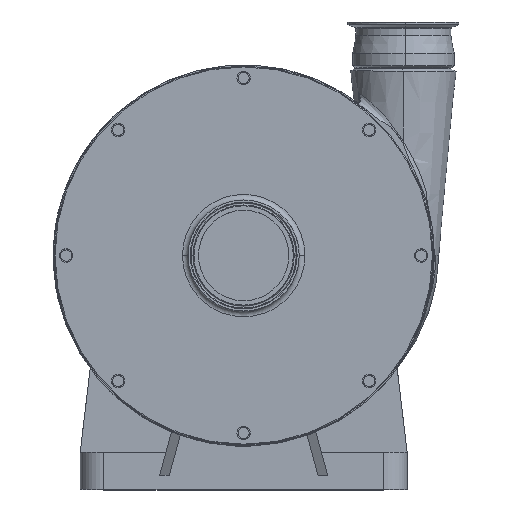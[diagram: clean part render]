
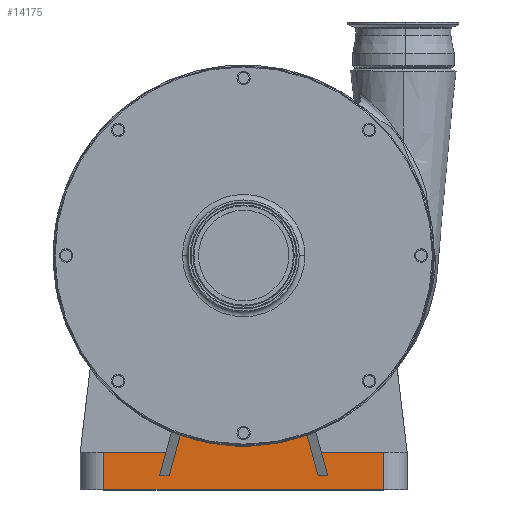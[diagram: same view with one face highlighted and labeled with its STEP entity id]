
A CAD part, top view. The second image highlights one B-rep face of the part: STEP entity #14175.
In plain terms, the highlighted planar face has unit normal (0, 0, 1).
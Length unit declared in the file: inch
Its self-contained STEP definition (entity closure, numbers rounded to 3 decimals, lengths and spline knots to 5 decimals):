
#273 = ORIENTED_EDGE ( 'NONE', *, *, #15777, .F. ) ;
#748 = CARTESIAN_POINT ( 'NONE',  ( -5.88976, 1.5748, -3.14961 ) ) ;
#755 = CARTESIAN_POINT ( 'NONE',  ( -3.54331, 0.59055, -3.14961 ) ) ;
#788 = CARTESIAN_POINT ( 'NONE',  ( 1.59841, 6.24459, -3.14961 ) ) ;
#856 = CARTESIAN_POINT ( 'NONE',  ( -3.27576, 1.5748, -3.14961 ) ) ;
#1276 = EDGE_CURVE ( 'NONE', #13901, #16045, #5641, .T. ) ;
#1358 = VECTOR ( 'NONE', #4314, 39.37008 ) ;
#1417 = VECTOR ( 'NONE', #8995, 39.37008 ) ;
#1440 = FACE_OUTER_BOUND ( 'NONE', #9668, .T. ) ;
#1475 = ORIENTED_EDGE ( 'NONE', *, *, #15331, .F. ) ;
#1618 = DIRECTION ( 'NONE',  ( 1., 0., 0. ) ) ;
#1734 = EDGE_CURVE ( 'NONE', #9314, #13901, #3370, .T. ) ;
#1941 = ORIENTED_EDGE ( 'NONE', *, *, #16462, .F. ) ;
#1974 = ORIENTED_EDGE ( 'NONE', *, *, #18158, .T. ) ;
#2598 = EDGE_CURVE ( 'NONE', #18173, #18148, #16452, .T. ) ;
#2786 = EDGE_CURVE ( 'NONE', #10485, #7661, #16855, .T. ) ;
#2841 = CARTESIAN_POINT ( 'NONE',  ( 3.54331, 0.59055, -3.14961 ) ) ;
#3224 = LINE ( 'NONE', #16739, #13692 ) ;
#3370 = LINE ( 'NONE', #3486, #16961 ) ;
#3486 = CARTESIAN_POINT ( 'NONE',  ( 3.16339, 0.48728, -3.14961 ) ) ;
#3868 = EDGE_CURVE ( 'NONE', #4839, #16253, #16538, .T. ) ;
#4205 = LINE ( 'NONE', #755, #14512 ) ;
#4228 = AXIS2_PLACEMENT_3D ( 'NONE', #12656, #7326, #10887 ) ;
#4314 = DIRECTION ( 'NONE',  ( 1., 0., 0. ) ) ;
#4510 = DIRECTION ( 'NONE',  ( 1., 0., 0. ) ) ;
#4673 = DIRECTION ( 'NONE',  ( 0., 0., -1. ) ) ;
#4825 = VECTOR ( 'NONE', #1618, 39.37008 ) ;
#4839 = VERTEX_POINT ( 'NONE', #11586 ) ;
#5641 = CIRCLE ( 'NONE', #4228, 3.93701 ) ;
#5707 = ORIENTED_EDGE ( 'NONE', *, *, #2598, .T. ) ;
#5968 = CARTESIAN_POINT ( 'NONE',  ( 5.88976, 1.5748, -3.14961 ) ) ;
#6235 = CARTESIAN_POINT ( 'NONE',  ( -1.59841, 6.24459, -3.14961 ) ) ;
#6247 = AXIS2_PLACEMENT_3D ( 'NONE', #9438, #4673, #11429 ) ;
#6271 = VECTOR ( 'NONE', #11548, 39.37008 ) ;
#6805 = LINE ( 'NONE', #15227, #19834 ) ;
#6866 = DIRECTION ( 'NONE',  ( -0.262, -0.965, 0. ) ) ;
#6905 = DIRECTION ( 'NONE',  ( 0.262, -0.965, 0. ) ) ;
#7326 = DIRECTION ( 'NONE',  ( 0., 0., -1. ) ) ;
#7661 = VERTEX_POINT ( 'NONE', #15020 ) ;
#8184 = ORIENTED_EDGE ( 'NONE', *, *, #19478, .F. ) ;
#8210 = PLANE ( 'NONE',  #6247 ) ;
#8402 = VECTOR ( 'NONE', #4510, 39.37008 ) ;
#8995 = DIRECTION ( 'NONE',  ( 0.262, 0.965, 0. ) ) ;
#9210 = VECTOR ( 'NONE', #6905, 39.37008 ) ;
#9314 = VERTEX_POINT ( 'NONE', #15866 ) ;
#9438 = CARTESIAN_POINT ( 'NONE',  ( 5.88976, 1.5748, -3.14961 ) ) ;
#9668 = EDGE_LOOP ( 'NONE', ( #21019, #1475, #17644, #1941, #13989, #1974, #18229, #8184, #5707, #273, #18427, #13362 ) ) ;
#9826 = CARTESIAN_POINT ( 'NONE',  ( 5.88976, 0., -3.14961 ) ) ;
#10150 = CARTESIAN_POINT ( 'NONE',  ( 3.27576, 1.5748, -3.14961 ) ) ;
#10385 = VERTEX_POINT ( 'NONE', #856 ) ;
#10485 = VERTEX_POINT ( 'NONE', #748 ) ;
#10887 = DIRECTION ( 'NONE',  ( -1., 0., 0. ) ) ;
#11305 = VERTEX_POINT ( 'NONE', #13725 ) ;
#11429 = DIRECTION ( 'NONE',  ( -1., 0., 0. ) ) ;
#11548 = DIRECTION ( 'NONE',  ( 0., -1., 0. ) ) ;
#11586 = CARTESIAN_POINT ( 'NONE',  ( 5.88976, 1.5748, -3.14961 ) ) ;
#12126 = DIRECTION ( 'NONE',  ( 1., 0., 0. ) ) ;
#12448 = DIRECTION ( 'NONE',  ( -0.262, 0.965, 0. ) ) ;
#12656 = CARTESIAN_POINT ( 'NONE',  ( 0., 9.84252, -3.14961 ) ) ;
#12845 = CARTESIAN_POINT ( 'NONE',  ( 5.88976, 0., -3.14961 ) ) ;
#13260 = CARTESIAN_POINT ( 'NONE',  ( -3.13532, 0.59055, -3.14961 ) ) ;
#13362 = ORIENTED_EDGE ( 'NONE', *, *, #1276, .T. ) ;
#13588 = LINE ( 'NONE', #16809, #4825 ) ;
#13692 = VECTOR ( 'NONE', #6866, 39.37008 ) ;
#13725 = CARTESIAN_POINT ( 'NONE',  ( -3.54331, 0.59055, -3.14961 ) ) ;
#13901 = VERTEX_POINT ( 'NONE', #788 ) ;
#13967 = LINE ( 'NONE', #19087, #1417 ) ;
#13989 = ORIENTED_EDGE ( 'NONE', *, *, #2786, .T. ) ;
#14175 = ADVANCED_FACE ( 'NONE', ( #1440 ), #8210, .F. ) ;
#14302 = EDGE_CURVE ( 'NONE', #16045, #15421, #3224, .T. ) ;
#14512 = VECTOR ( 'NONE', #19606, 39.37008 ) ;
#14755 = CARTESIAN_POINT ( 'NONE',  ( -5.88976, 1.5748, -3.14961 ) ) ;
#15020 = CARTESIAN_POINT ( 'NONE',  ( -5.88976, 0., -3.14961 ) ) ;
#15227 = CARTESIAN_POINT ( 'NONE',  ( 0., 0.59055, -3.14961 ) ) ;
#15331 = EDGE_CURVE ( 'NONE', #11305, #15421, #4205, .T. ) ;
#15421 = VERTEX_POINT ( 'NONE', #13260 ) ;
#15777 = EDGE_CURVE ( 'NONE', #9314, #18148, #6805, .T. ) ;
#15866 = CARTESIAN_POINT ( 'NONE',  ( 3.13532, 0.59055, -3.14961 ) ) ;
#16045 = VERTEX_POINT ( 'NONE', #6235 ) ;
#16175 = EDGE_CURVE ( 'NONE', #11305, #10385, #13967, .T. ) ;
#16253 = VERTEX_POINT ( 'NONE', #12845 ) ;
#16452 = LINE ( 'NONE', #20565, #9210 ) ;
#16462 = EDGE_CURVE ( 'NONE', #10485, #10385, #13588, .T. ) ;
#16538 = LINE ( 'NONE', #16972, #21493 ) ;
#16739 = CARTESIAN_POINT ( 'NONE',  ( -1.59841, 6.24459, -3.14961 ) ) ;
#16809 = CARTESIAN_POINT ( 'NONE',  ( 5.88976, 1.5748, -3.14961 ) ) ;
#16855 = LINE ( 'NONE', #14755, #6271 ) ;
#16961 = VECTOR ( 'NONE', #12448, 39.37008 ) ;
#16972 = CARTESIAN_POINT ( 'NONE',  ( 5.88976, 1.5748, -3.14961 ) ) ;
#17644 = ORIENTED_EDGE ( 'NONE', *, *, #16175, .T. ) ;
#18148 = VERTEX_POINT ( 'NONE', #2841 ) ;
#18158 = EDGE_CURVE ( 'NONE', #7661, #16253, #19690, .T. ) ;
#18173 = VERTEX_POINT ( 'NONE', #10150 ) ;
#18229 = ORIENTED_EDGE ( 'NONE', *, *, #3868, .F. ) ;
#18427 = ORIENTED_EDGE ( 'NONE', *, *, #1734, .T. ) ;
#19087 = CARTESIAN_POINT ( 'NONE',  ( -2.64513, 3.8948, -3.14961 ) ) ;
#19478 = EDGE_CURVE ( 'NONE', #18173, #4839, #19496, .T. ) ;
#19496 = LINE ( 'NONE', #5968, #1358 ) ;
#19606 = DIRECTION ( 'NONE',  ( 1., 0., 0. ) ) ;
#19690 = LINE ( 'NONE', #9826, #8402 ) ;
#19834 = VECTOR ( 'NONE', #12126, 39.37008 ) ;
#20316 = DIRECTION ( 'NONE',  ( 0., -1., 0. ) ) ;
#20565 = CARTESIAN_POINT ( 'NONE',  ( 3.45562, 0.91314, -3.14961 ) ) ;
#21019 = ORIENTED_EDGE ( 'NONE', *, *, #14302, .T. ) ;
#21493 = VECTOR ( 'NONE', #20316, 39.37008 ) ;
